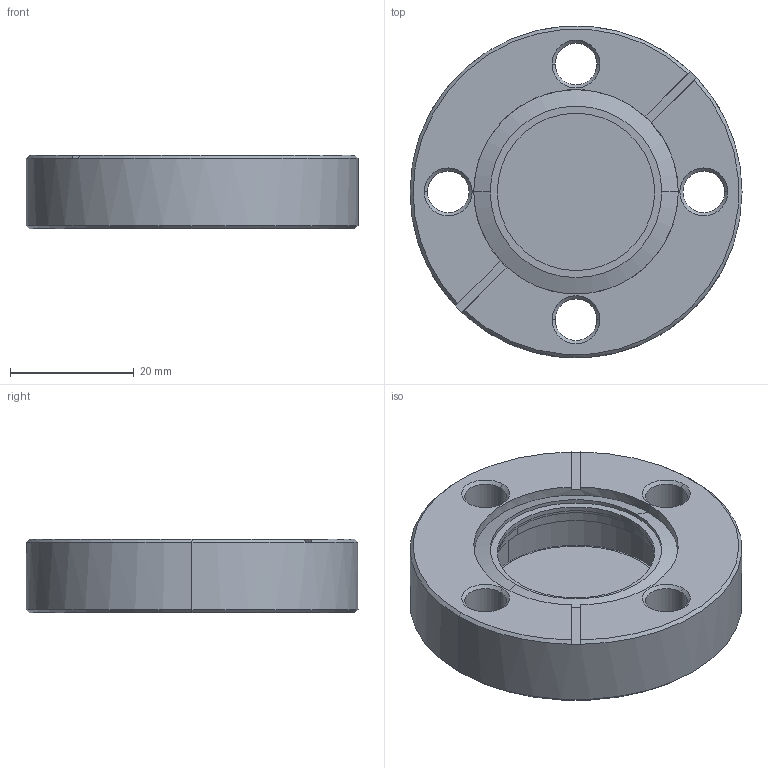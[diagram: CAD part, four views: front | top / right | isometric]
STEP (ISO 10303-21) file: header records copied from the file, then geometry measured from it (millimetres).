
FILE_DESCRIPTION (( 'STEP AP203' ), '1' );
FILE_NAME ('450041rev1.STEP', '2009-08-21T17:50:45', ( 'MIS' ), ( '' ), 'SwSTEP 2.0', 'SolidWorks 2009', '' );
FILE_SCHEMA (( 'CONFIG_CONTROL_DESIGN' ));
Length unit declared in the file: inch
Products named in the file (1): 450041rev1
Bounding box: 53.59 x 53.59 x 11.94 mm (x, y, z)
Volume: 17631.5 mm3; surface area: 11307.9 mm2
Topology: 3 solids, 3 shells, 81 faces, 176 edges, 107 vertices
Faces by surface type: cylinder 34, cone 23, plane 20, torus 4
Entity records: 2330 total; most frequent: DIRECTION 441, CARTESIAN_POINT 377, ORIENTED_EDGE 352, AXIS2_PLACEMENT_3D 187, EDGE_CURVE 176, VERTEX_POINT 107, CIRCLE 105, EDGE_LOOP 99
